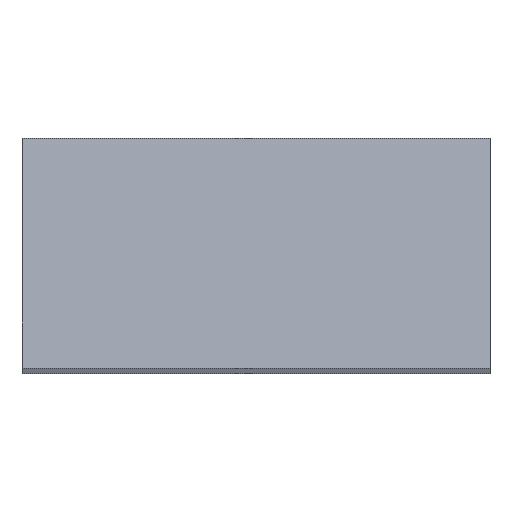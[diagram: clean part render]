
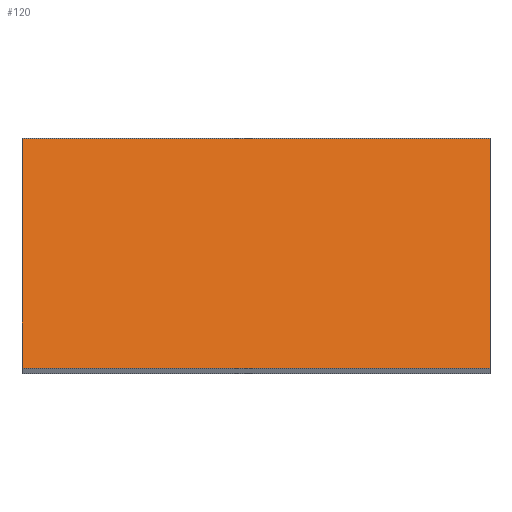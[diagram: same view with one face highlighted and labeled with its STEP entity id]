
A CAD part, left-side view. The second image highlights one B-rep face of the part: STEP entity #120.
In plain terms, the highlighted planar face has unit normal (-0.981, 0, 0.194).
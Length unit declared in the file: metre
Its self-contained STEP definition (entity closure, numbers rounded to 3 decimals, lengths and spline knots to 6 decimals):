
#16=LINE('',#198,#24);
#17=LINE('',#203,#25);
#20=LINE('',#210,#28);
#22=LINE('',#216,#30);
#24=VECTOR('',#160,1.);
#25=VECTOR('',#165,1.);
#28=VECTOR('',#172,1.);
#30=VECTOR('',#180,1.);
#51=ORIENTED_EDGE('',*,*,#63,.T.);
#52=ORIENTED_EDGE('',*,*,#72,.F.);
#53=ORIENTED_EDGE('',*,*,#65,.F.);
#54=ORIENTED_EDGE('',*,*,#69,.F.);
#63=EDGE_CURVE('',#74,#77,#16,.T.);
#65=EDGE_CURVE('',#78,#80,#17,.T.);
#69=EDGE_CURVE('',#74,#78,#20,.T.);
#72=EDGE_CURVE('',#80,#77,#22,.T.);
#74=VERTEX_POINT('',#192);
#77=VERTEX_POINT('',#197);
#78=VERTEX_POINT('',#201);
#80=VERTEX_POINT('',#204);
#97=EDGE_LOOP('',(#51,#52,#53,#54));
#107=FACE_BOUND('',#97,.T.);
#112=PLANE('',#147);
#120=ADVANCED_FACE('',(#107),#112,.F.);
#147=AXIS2_PLACEMENT_3D('',#218,#183,#184);
#160=DIRECTION('',(-0.193,0.,-0.981));
#165=DIRECTION('',(-0.193,0.,-0.981));
#172=DIRECTION('',(0.,-1.,0.));
#180=DIRECTION('',(0.,1.,0.));
#183=DIRECTION('',(0.981,0.,-0.193));
#184=DIRECTION('',(-0.193,0.,-0.981));
#192=CARTESIAN_POINT('',(-0.028567,0.35052,-0.144847));
#197=CARTESIAN_POINT('',(-0.105973,0.35052,-0.537337));
#198=CARTESIAN_POINT('',(-0.052986,0.35052,-0.268669));
#201=CARTESIAN_POINT('',(-0.028567,-0.44958,-0.144847));
#203=CARTESIAN_POINT('',(-0.052986,-0.44958,-0.268669));
#204=CARTESIAN_POINT('',(-0.105973,-0.44958,-0.537337));
#210=CARTESIAN_POINT('',(-0.028567,0.,-0.144847));
#216=CARTESIAN_POINT('',(-0.105973,-0.449582,-0.537337));
#218=CARTESIAN_POINT('',(-0.052986,-0.449582,-0.268669));
